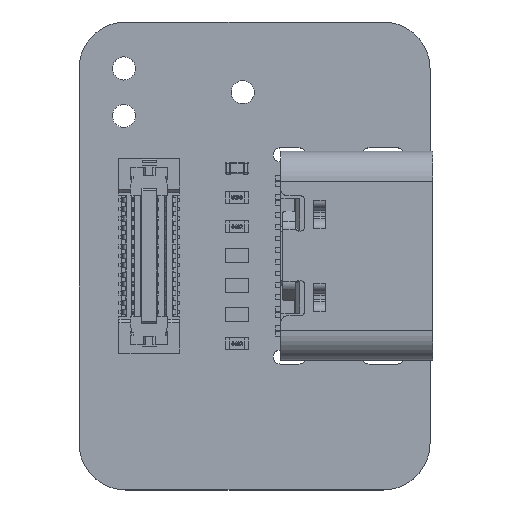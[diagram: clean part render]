
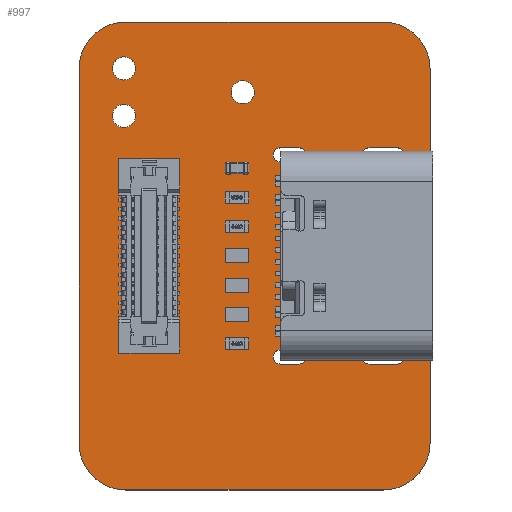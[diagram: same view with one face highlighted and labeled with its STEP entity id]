
A CAD part, top view. The second image highlights one B-rep face of the part: STEP entity #997.
In plain terms, the highlighted planar face has unit normal (0, 0, 1).
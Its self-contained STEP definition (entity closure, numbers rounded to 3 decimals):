
#88 = VERTEX_POINT('',#89);
#89 = CARTESIAN_POINT('',(2.,0.,1.42));
#95 = EDGE_CURVE('',#88,#96,#98,.T.);
#96 = VERTEX_POINT('',#97);
#97 = CARTESIAN_POINT('',(0.,2.,1.42));
#98 = CIRCLE('',#99,2.001);
#99 = AXIS2_PLACEMENT_3D('',#100,#101,#102);
#100 = CARTESIAN_POINT('',(2.001,2.001,1.42));
#101 = DIRECTION('',(0.,0.,-1.));
#102 = DIRECTION('',(0.,-1.,-0.));
#128 = EDGE_CURVE('',#96,#129,#131,.T.);
#129 = VERTEX_POINT('',#130);
#130 = CARTESIAN_POINT('',(0.,18.,1.42));
#131 = LINE('',#132,#133);
#132 = CARTESIAN_POINT('',(0.,2.,1.42));
#133 = VECTOR('',#134,1.);
#134 = DIRECTION('',(0.,1.,0.));
#159 = EDGE_CURVE('',#129,#160,#162,.T.);
#160 = VERTEX_POINT('',#161);
#161 = CARTESIAN_POINT('',(2.,20.,1.42));
#162 = CIRCLE('',#163,2.001);
#163 = AXIS2_PLACEMENT_3D('',#164,#165,#166);
#164 = CARTESIAN_POINT('',(2.001,17.999,1.42));
#165 = DIRECTION('',(0.,0.,-1.));
#166 = DIRECTION('',(-1.,0.,0.));
#192 = EDGE_CURVE('',#160,#193,#195,.T.);
#193 = VERTEX_POINT('',#194);
#194 = CARTESIAN_POINT('',(13.,20.,1.42));
#195 = LINE('',#196,#197);
#196 = CARTESIAN_POINT('',(2.,20.,1.42));
#197 = VECTOR('',#198,1.);
#198 = DIRECTION('',(1.,0.,0.));
#223 = EDGE_CURVE('',#193,#224,#226,.T.);
#224 = VERTEX_POINT('',#225);
#225 = CARTESIAN_POINT('',(15.,18.,1.42));
#226 = CIRCLE('',#227,2.001);
#227 = AXIS2_PLACEMENT_3D('',#228,#229,#230);
#228 = CARTESIAN_POINT('',(12.999,17.999,1.42));
#229 = DIRECTION('',(0.,0.,-1.));
#230 = DIRECTION('',(0.,1.,0.));
#256 = EDGE_CURVE('',#224,#257,#259,.T.);
#257 = VERTEX_POINT('',#258);
#258 = CARTESIAN_POINT('',(15.,2.,1.42));
#259 = LINE('',#260,#261);
#260 = CARTESIAN_POINT('',(15.,18.,1.42));
#261 = VECTOR('',#262,1.);
#262 = DIRECTION('',(0.,-1.,0.));
#287 = EDGE_CURVE('',#257,#288,#290,.T.);
#288 = VERTEX_POINT('',#289);
#289 = CARTESIAN_POINT('',(13.,0.,1.42));
#290 = CIRCLE('',#291,2.001);
#291 = AXIS2_PLACEMENT_3D('',#292,#293,#294);
#292 = CARTESIAN_POINT('',(12.999,2.001,1.42));
#293 = DIRECTION('',(0.,0.,-1.));
#294 = DIRECTION('',(1.,0.,0.));
#320 = EDGE_CURVE('',#288,#88,#321,.T.);
#321 = LINE('',#322,#323);
#322 = CARTESIAN_POINT('',(13.,0.,1.42));
#323 = VECTOR('',#324,1.);
#324 = DIRECTION('',(-1.,0.,0.));
#344 = VERTEX_POINT('',#345);
#345 = CARTESIAN_POINT('',(2.415,15.984,1.42));
#351 = EDGE_CURVE('',#344,#344,#352,.T.);
#352 = CIRCLE('',#353,0.495);
#353 = AXIS2_PLACEMENT_3D('',#354,#355,#356);
#354 = CARTESIAN_POINT('',(1.92,15.984,1.42));
#355 = DIRECTION('',(0.,0.,1.));
#356 = DIRECTION('',(1.,0.,-0.));
#377 = VERTEX_POINT('',#378);
#378 = CARTESIAN_POINT('',(2.415,18.016,1.42));
#384 = EDGE_CURVE('',#377,#377,#385,.T.);
#385 = CIRCLE('',#386,0.495);
#386 = AXIS2_PLACEMENT_3D('',#387,#388,#389);
#387 = CARTESIAN_POINT('',(1.92,18.016,1.42));
#388 = DIRECTION('',(0.,0.,1.));
#389 = DIRECTION('',(1.,0.,-0.));
#410 = VERTEX_POINT('',#411);
#411 = CARTESIAN_POINT('',(7.495,17.,1.42));
#417 = EDGE_CURVE('',#410,#410,#418,.T.);
#418 = CIRCLE('',#419,0.495);
#419 = AXIS2_PLACEMENT_3D('',#420,#421,#422);
#420 = CARTESIAN_POINT('',(7.,17.,1.42));
#421 = DIRECTION('',(0.,0.,1.));
#422 = DIRECTION('',(1.,0.,-0.));
#443 = VERTEX_POINT('',#444);
#444 = CARTESIAN_POINT('',(9.4,5.98,1.42));
#450 = EDGE_CURVE('',#443,#451,#453,.T.);
#451 = VERTEX_POINT('',#452);
#452 = CARTESIAN_POINT('',(8.6,5.98,1.42));
#453 = LINE('',#454,#455);
#454 = CARTESIAN_POINT('',(9.4,5.98,1.42));
#455 = VECTOR('',#456,1.);
#456 = DIRECTION('',(-1.,0.,0.));
#481 = EDGE_CURVE('',#451,#482,#484,.T.);
#482 = VERTEX_POINT('',#483);
#483 = CARTESIAN_POINT('',(8.6,5.38,1.42));
#484 = CIRCLE('',#485,0.3);
#485 = AXIS2_PLACEMENT_3D('',#486,#487,#488);
#486 = CARTESIAN_POINT('',(8.6,5.68,1.42));
#487 = DIRECTION('',(0.,-0.,1.));
#488 = DIRECTION('',(0.,1.,0.));
#514 = EDGE_CURVE('',#482,#515,#517,.T.);
#515 = VERTEX_POINT('',#516);
#516 = CARTESIAN_POINT('',(9.4,5.38,1.42));
#517 = LINE('',#518,#519);
#518 = CARTESIAN_POINT('',(8.6,5.38,1.42));
#519 = VECTOR('',#520,1.);
#520 = DIRECTION('',(1.,0.,0.));
#545 = EDGE_CURVE('',#515,#443,#546,.T.);
#546 = CIRCLE('',#547,0.3);
#547 = AXIS2_PLACEMENT_3D('',#548,#549,#550);
#548 = CARTESIAN_POINT('',(9.4,5.68,1.42));
#549 = DIRECTION('',(0.,0.,1.));
#550 = DIRECTION('',(-0.,-1.,0.));
#571 = VERTEX_POINT('',#572);
#572 = CARTESIAN_POINT('',(13.6,5.98,1.42));
#578 = EDGE_CURVE('',#571,#579,#581,.T.);
#579 = VERTEX_POINT('',#580);
#580 = CARTESIAN_POINT('',(12.4,5.98,1.42));
#581 = LINE('',#582,#583);
#582 = CARTESIAN_POINT('',(13.6,5.98,1.42));
#583 = VECTOR('',#584,1.);
#584 = DIRECTION('',(-1.,0.,0.));
#609 = EDGE_CURVE('',#579,#610,#612,.T.);
#610 = VERTEX_POINT('',#611);
#611 = CARTESIAN_POINT('',(12.4,5.38,1.42));
#612 = CIRCLE('',#613,0.3);
#613 = AXIS2_PLACEMENT_3D('',#614,#615,#616);
#614 = CARTESIAN_POINT('',(12.4,5.68,1.42));
#615 = DIRECTION('',(0.,-0.,1.));
#616 = DIRECTION('',(0.,1.,0.));
#642 = EDGE_CURVE('',#610,#643,#645,.T.);
#643 = VERTEX_POINT('',#644);
#644 = CARTESIAN_POINT('',(13.6,5.38,1.42));
#645 = LINE('',#646,#647);
#646 = CARTESIAN_POINT('',(12.4,5.38,1.42));
#647 = VECTOR('',#648,1.);
#648 = DIRECTION('',(1.,0.,0.));
#673 = EDGE_CURVE('',#643,#571,#674,.T.);
#674 = CIRCLE('',#675,0.3);
#675 = AXIS2_PLACEMENT_3D('',#676,#677,#678);
#676 = CARTESIAN_POINT('',(13.6,5.68,1.42));
#677 = DIRECTION('',(0.,0.,1.));
#678 = DIRECTION('',(-0.,-1.,0.));
#699 = VERTEX_POINT('',#700);
#700 = CARTESIAN_POINT('',(9.4,14.62,1.42));
#706 = EDGE_CURVE('',#699,#707,#709,.T.);
#707 = VERTEX_POINT('',#708);
#708 = CARTESIAN_POINT('',(8.6,14.62,1.42));
#709 = LINE('',#710,#711);
#710 = CARTESIAN_POINT('',(9.4,14.62,1.42));
#711 = VECTOR('',#712,1.);
#712 = DIRECTION('',(-1.,0.,0.));
#737 = EDGE_CURVE('',#707,#738,#740,.T.);
#738 = VERTEX_POINT('',#739);
#739 = CARTESIAN_POINT('',(8.6,14.02,1.42));
#740 = CIRCLE('',#741,0.3);
#741 = AXIS2_PLACEMENT_3D('',#742,#743,#744);
#742 = CARTESIAN_POINT('',(8.6,14.32,1.42));
#743 = DIRECTION('',(0.,-0.,1.));
#744 = DIRECTION('',(0.,1.,0.));
#770 = EDGE_CURVE('',#738,#771,#773,.T.);
#771 = VERTEX_POINT('',#772);
#772 = CARTESIAN_POINT('',(9.4,14.02,1.42));
#773 = LINE('',#774,#775);
#774 = CARTESIAN_POINT('',(8.6,14.02,1.42));
#775 = VECTOR('',#776,1.);
#776 = DIRECTION('',(1.,0.,0.));
#801 = EDGE_CURVE('',#771,#699,#802,.T.);
#802 = CIRCLE('',#803,0.3);
#803 = AXIS2_PLACEMENT_3D('',#804,#805,#806);
#804 = CARTESIAN_POINT('',(9.4,14.32,1.42));
#805 = DIRECTION('',(0.,0.,1.));
#806 = DIRECTION('',(-0.,-1.,0.));
#827 = VERTEX_POINT('',#828);
#828 = CARTESIAN_POINT('',(13.6,14.62,1.42));
#834 = EDGE_CURVE('',#827,#835,#837,.T.);
#835 = VERTEX_POINT('',#836);
#836 = CARTESIAN_POINT('',(12.4,14.62,1.42));
#837 = LINE('',#838,#839);
#838 = CARTESIAN_POINT('',(13.6,14.62,1.42));
#839 = VECTOR('',#840,1.);
#840 = DIRECTION('',(-1.,0.,0.));
#865 = EDGE_CURVE('',#835,#866,#868,.T.);
#866 = VERTEX_POINT('',#867);
#867 = CARTESIAN_POINT('',(12.4,14.02,1.42));
#868 = CIRCLE('',#869,0.3);
#869 = AXIS2_PLACEMENT_3D('',#870,#871,#872);
#870 = CARTESIAN_POINT('',(12.4,14.32,1.42));
#871 = DIRECTION('',(0.,-0.,1.));
#872 = DIRECTION('',(0.,1.,0.));
#898 = EDGE_CURVE('',#866,#899,#901,.T.);
#899 = VERTEX_POINT('',#900);
#900 = CARTESIAN_POINT('',(13.6,14.02,1.42));
#901 = LINE('',#902,#903);
#902 = CARTESIAN_POINT('',(12.4,14.02,1.42));
#903 = VECTOR('',#904,1.);
#904 = DIRECTION('',(1.,0.,0.));
#929 = EDGE_CURVE('',#899,#827,#930,.T.);
#930 = CIRCLE('',#931,0.3);
#931 = AXIS2_PLACEMENT_3D('',#932,#933,#934);
#932 = CARTESIAN_POINT('',(13.6,14.32,1.42));
#933 = DIRECTION('',(0.,0.,1.));
#934 = DIRECTION('',(-0.,-1.,0.));
#997 = ADVANCED_FACE('',(#998,#1008,#1011,#1014,#1017,#1023,#1029,#1035)
  ,#1041,.F.);
#998 = FACE_BOUND('',#999,.F.);
#999 = EDGE_LOOP('',(#1000,#1001,#1002,#1003,#1004,#1005,#1006,#1007));
#1000 = ORIENTED_EDGE('',*,*,#95,.T.);
#1001 = ORIENTED_EDGE('',*,*,#128,.T.);
#1002 = ORIENTED_EDGE('',*,*,#159,.T.);
#1003 = ORIENTED_EDGE('',*,*,#192,.T.);
#1004 = ORIENTED_EDGE('',*,*,#223,.T.);
#1005 = ORIENTED_EDGE('',*,*,#256,.T.);
#1006 = ORIENTED_EDGE('',*,*,#287,.T.);
#1007 = ORIENTED_EDGE('',*,*,#320,.T.);
#1008 = FACE_BOUND('',#1009,.F.);
#1009 = EDGE_LOOP('',(#1010));
#1010 = ORIENTED_EDGE('',*,*,#351,.T.);
#1011 = FACE_BOUND('',#1012,.F.);
#1012 = EDGE_LOOP('',(#1013));
#1013 = ORIENTED_EDGE('',*,*,#384,.T.);
#1014 = FACE_BOUND('',#1015,.F.);
#1015 = EDGE_LOOP('',(#1016));
#1016 = ORIENTED_EDGE('',*,*,#417,.T.);
#1017 = FACE_BOUND('',#1018,.F.);
#1018 = EDGE_LOOP('',(#1019,#1020,#1021,#1022));
#1019 = ORIENTED_EDGE('',*,*,#450,.T.);
#1020 = ORIENTED_EDGE('',*,*,#481,.T.);
#1021 = ORIENTED_EDGE('',*,*,#514,.T.);
#1022 = ORIENTED_EDGE('',*,*,#545,.T.);
#1023 = FACE_BOUND('',#1024,.F.);
#1024 = EDGE_LOOP('',(#1025,#1026,#1027,#1028));
#1025 = ORIENTED_EDGE('',*,*,#578,.T.);
#1026 = ORIENTED_EDGE('',*,*,#609,.T.);
#1027 = ORIENTED_EDGE('',*,*,#642,.T.);
#1028 = ORIENTED_EDGE('',*,*,#673,.T.);
#1029 = FACE_BOUND('',#1030,.F.);
#1030 = EDGE_LOOP('',(#1031,#1032,#1033,#1034));
#1031 = ORIENTED_EDGE('',*,*,#706,.T.);
#1032 = ORIENTED_EDGE('',*,*,#737,.T.);
#1033 = ORIENTED_EDGE('',*,*,#770,.T.);
#1034 = ORIENTED_EDGE('',*,*,#801,.T.);
#1035 = FACE_BOUND('',#1036,.F.);
#1036 = EDGE_LOOP('',(#1037,#1038,#1039,#1040));
#1037 = ORIENTED_EDGE('',*,*,#834,.T.);
#1038 = ORIENTED_EDGE('',*,*,#865,.T.);
#1039 = ORIENTED_EDGE('',*,*,#898,.T.);
#1040 = ORIENTED_EDGE('',*,*,#929,.T.);
#1041 = PLANE('',#1042);
#1042 = AXIS2_PLACEMENT_3D('',#1043,#1044,#1045);
#1043 = CARTESIAN_POINT('',(7.5,10.,1.42));
#1044 = DIRECTION('',(-0.,-0.,-1.));
#1045 = DIRECTION('',(-1.,0.,0.));
